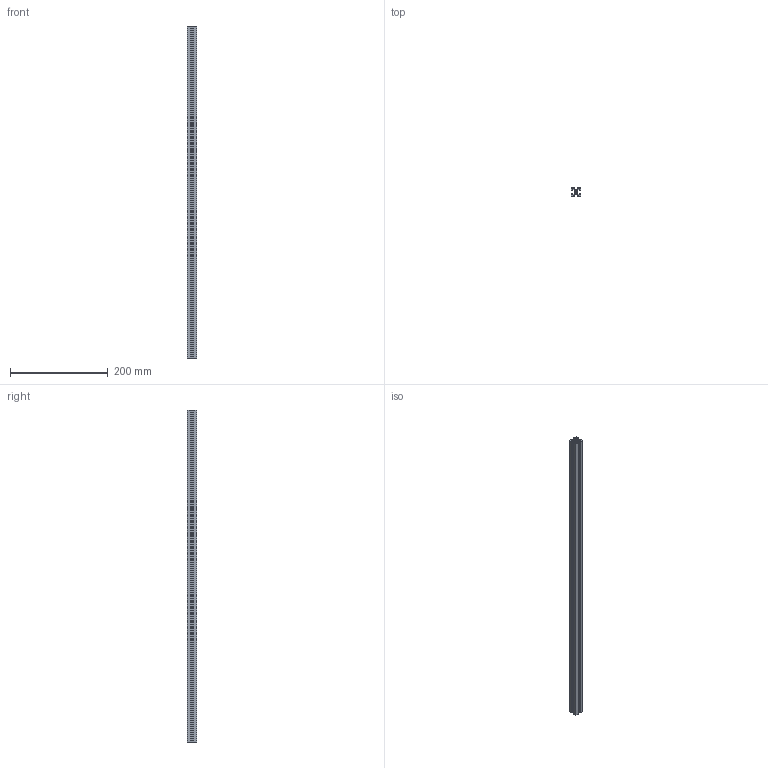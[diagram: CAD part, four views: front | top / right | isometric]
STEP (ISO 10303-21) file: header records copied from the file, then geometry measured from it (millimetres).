
FILE_DESCRIPTION( ( 'STEP AP203' ), '1' );
FILE_NAME( 'HFSP5-2020-680-TPW.stp', '2019-08-30T16:48:17', ( '' ), ( '' ), ' ', 'PARTsolutions', ' ' );
FILE_SCHEMA( ( 'CONFIG_CONTROL_DESIGN' ) );
Length unit declared in the file: millimetre
Products named in the file (1): _HFSP5-2020-680-TPW
Bounding box: 20 x 19.2 x 680 mm (x, y, z)
Volume: 116725.3 mm3; surface area: 117067.4 mm2
Topology: 1 solids, 1 shells, 69 faces, 193 edges, 128 vertices
Faces by surface type: plane 60, cylinder 7, cone 2
Full cylindrical faces by diameter (mm): 4.134 x2, 4.2 x1
Entity records: 2210 total; most frequent: CARTESIAN_POINT 386, ORIENTED_EDGE 376, DIRECTION 344, EDGE_CURVE 188, LINE 172, VECTOR 172, VERTEX_POINT 128, AXIS2_PLACEMENT_3D 86
